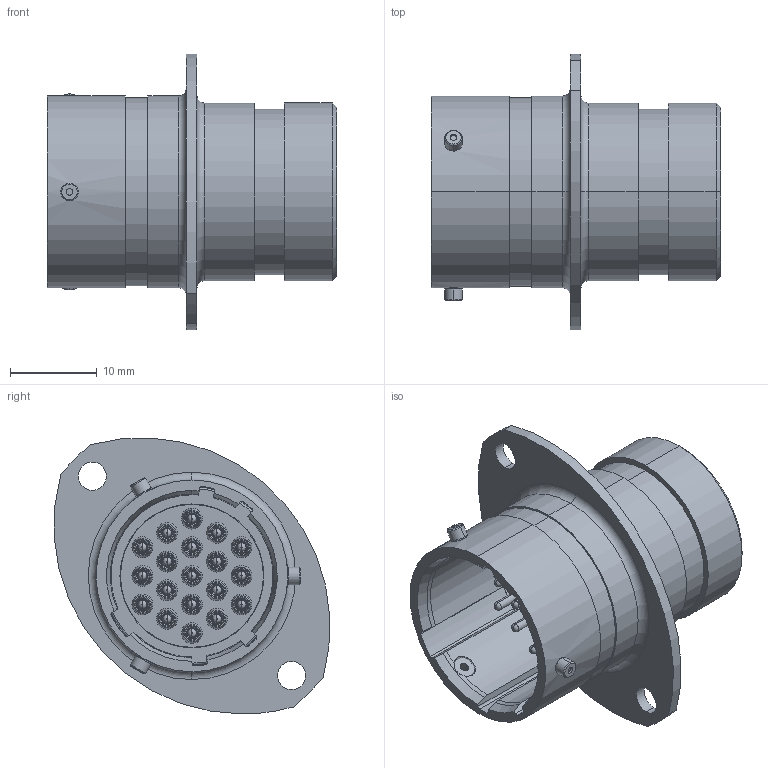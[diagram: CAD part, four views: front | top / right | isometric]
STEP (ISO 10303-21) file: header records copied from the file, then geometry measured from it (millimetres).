
FILE_DESCRIPTION (( 'STEP AP214' ), '1' );
FILE_NAME ('AS014-19PB.STEP', '2018-11-30T08:57:05', ( 'TE Connectivity' ), ( 'TE Connectivity' ), 'SwSTEP 2.0', 'SolidWorks 2016', '' );
FILE_SCHEMA (( 'AUTOMOTIVE_DESIGN' ));
Length unit declared in the file: millimetre
Products named in the file (1): AS014-19PB
Bounding box: 33.31 x 31.76 x 31.8 mm (x, y, z)
Volume: 3903.6 mm3; surface area: 8398.5 mm2
Topology: 28 solids, 28 shells, 1006 faces, 2154 edges, 1290 vertices
Faces by surface type: cylinder 366, torus 326, plane 164, cone 134, sphere 16
Entity records: 39265 total; most frequent: DIRECTION 5681, CARTESIAN_POINT 4748, ORIENTED_EDGE 4276, AXIS2_PLACEMENT_3D 2578, EDGE_CURVE 2138, CIRCLE 1573, VERTEX_POINT 1284, EDGE_LOOP 1228
